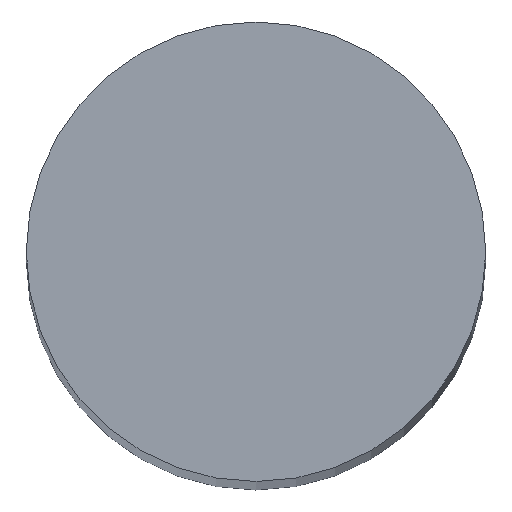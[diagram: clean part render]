
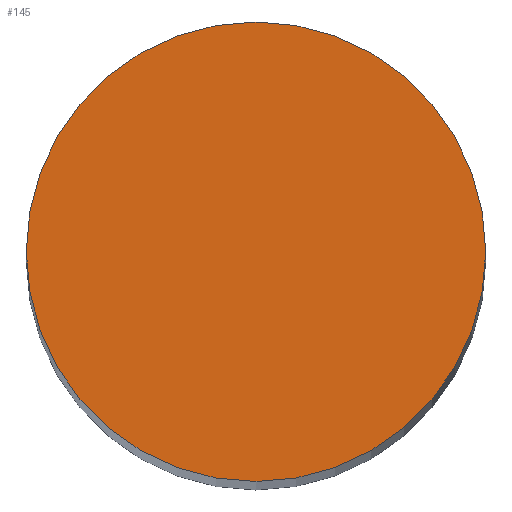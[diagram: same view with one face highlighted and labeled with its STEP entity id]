
A CAD part, top view. The second image highlights one B-rep face of the part: STEP entity #145.
In plain terms, the highlighted planar face has unit normal (0, 0, 1).
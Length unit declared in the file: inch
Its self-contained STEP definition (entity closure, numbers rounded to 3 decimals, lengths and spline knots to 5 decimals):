
#2 = DIRECTION ( 'NONE',  ( 0., 0., 1. ) ) ;
#17 = EDGE_LOOP ( 'NONE', ( #22, #45 ) ) ;
#18 = CARTESIAN_POINT ( 'NONE',  ( -0.23622, 0., 5. ) ) ;
#22 = ORIENTED_EDGE ( 'NONE', *, *, #44, .T. ) ;
#25 = VERTEX_POINT ( 'NONE', #80 ) ;
#26 = VERTEX_POINT ( 'NONE', #18 ) ;
#34 = DIRECTION ( 'NONE',  ( 1., 0., 0. ) ) ;
#43 = DIRECTION ( 'NONE',  ( 1., 0., 0. ) ) ;
#44 = EDGE_CURVE ( 'NONE', #26, #25, #102, .T. ) ;
#45 = ORIENTED_EDGE ( 'NONE', *, *, #129, .T. ) ;
#46 = CARTESIAN_POINT ( 'NONE',  ( 0., 0., 5. ) ) ;
#62 = CIRCLE ( 'NONE', #72, 0.23622 ) ;
#63 = FACE_OUTER_BOUND ( 'NONE', #17, .T. ) ;
#72 = AXIS2_PLACEMENT_3D ( 'NONE', #153, #165, #43 ) ;
#75 = AXIS2_PLACEMENT_3D ( 'NONE', #46, #106, #34 ) ;
#80 = CARTESIAN_POINT ( 'NONE',  ( 0.23622, 0., 5. ) ) ;
#102 = CIRCLE ( 'NONE', #167, 0.23622 ) ;
#106 = DIRECTION ( 'NONE',  ( 0., 0., 1. ) ) ;
#111 = DIRECTION ( 'NONE',  ( 1., 0., 0. ) ) ;
#129 = EDGE_CURVE ( 'NONE', #25, #26, #62, .T. ) ;
#145 = ADVANCED_FACE ( 'NONE', ( #63 ), #159, .T. ) ;
#153 = CARTESIAN_POINT ( 'NONE',  ( 0., 0., 5. ) ) ;
#159 = PLANE ( 'NONE',  #75 ) ;
#161 = CARTESIAN_POINT ( 'NONE',  ( 0., 0., 5. ) ) ;
#165 = DIRECTION ( 'NONE',  ( 0., 0., 1. ) ) ;
#167 = AXIS2_PLACEMENT_3D ( 'NONE', #161, #2, #111 ) ;
